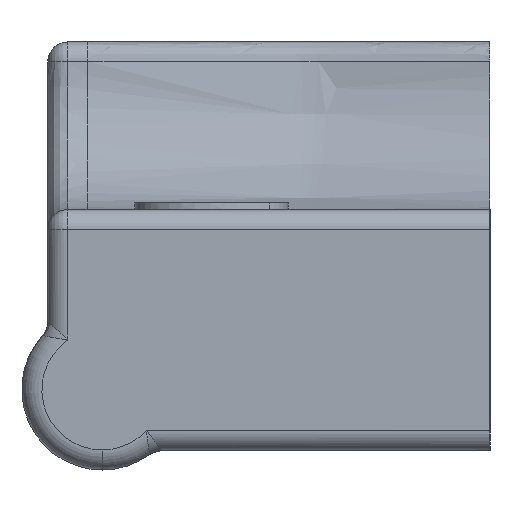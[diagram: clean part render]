
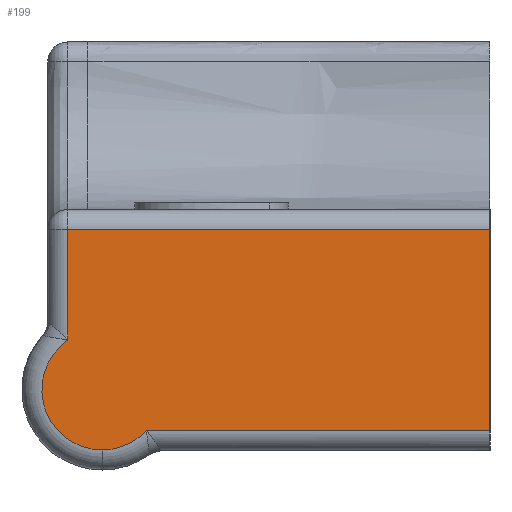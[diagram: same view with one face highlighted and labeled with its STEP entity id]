
A CAD part, left-side view. The second image highlights one B-rep face of the part: STEP entity #199.
In plain terms, the highlighted planar face has unit normal (-1, 0, 0).
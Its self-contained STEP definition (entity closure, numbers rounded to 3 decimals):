
#199=ADVANCED_FACE('',(#415),#416,.T.);
#415=FACE_OUTER_BOUND('',#1534,.T.);
#416=PLANE('',#1535);
#1534=EDGE_LOOP('',(#2584,#2585,#2586,#2587,#2588,#2589));
#1535=AXIS2_PLACEMENT_3D('',#2590,#2591,#2592);
#2584=ORIENTED_EDGE('',*,*,#3017,.T.);
#2585=ORIENTED_EDGE('',*,*,#3066,.T.);
#2586=ORIENTED_EDGE('',*,*,#3067,.T.);
#2587=ORIENTED_EDGE('',*,*,#2920,.T.);
#2588=ORIENTED_EDGE('',*,*,#3047,.T.);
#2589=ORIENTED_EDGE('',*,*,#3043,.T.);
#2590=CARTESIAN_POINT('',(-103.5,0.,-9.5));
#2591=DIRECTION('',(-1.0,0.,0.));
#2592=DIRECTION('',(0.,0.,-1.0));
#2920=EDGE_CURVE('',#3239,#3237,#3240,.T.);
#3017=EDGE_CURVE('',#3409,#3407,#3410,.T.);
#3043=EDGE_CURVE('',#3445,#3409,#3446,.F.);
#3047=EDGE_CURVE('',#3237,#3445,#3451,.T.);
#3066=EDGE_CURVE('',#3407,#3385,#3473,.T.);
#3067=EDGE_CURVE('',#3385,#3239,#3474,.F.);
#3237=VERTEX_POINT('',#3799);
#3239=VERTEX_POINT('',#3801);
#3240=CIRCLE('',#3802,4.5);
#3385=VERTEX_POINT('',#4461);
#3407=VERTEX_POINT('',#4599);
#3409=VERTEX_POINT('',#4601);
#3410=LINE('',#4602,#4603);
#3445=VERTEX_POINT('',#4750);
#3446=LINE('',#4751,#4752);
#3451=CIRCLE('',#4780,4.5);
#3473=LINE('',#4853,#4854);
#3474=LINE('',#4855,#4856);
#3799=CARTESIAN_POINT('',(-103.5,28.939,-9.439));
#3801=CARTESIAN_POINT('',(-103.5,31.5,-1.239));
#3802=AXIS2_PLACEMENT_3D('',#5191,#5192,#5193);
#4461=CARTESIAN_POINT('',(-103.5,31.5,7.0));
#4599=CARTESIAN_POINT('',(-103.5,0.,7.0));
#4601=CARTESIAN_POINT('',(-103.5,0.,-8.0));
#4602=CARTESIAN_POINT('',(-103.5,0.,-9.5));
#4603=VECTOR('',#5257,1000.0);
#4750=CARTESIAN_POINT('',(-103.5,25.64,-8.0));
#4751=CARTESIAN_POINT('',(-103.5,0.,-8.0));
#4752=VECTOR('',#5288,1000.0);
#4780=AXIS2_PLACEMENT_3D('',#5290,#5291,#5292);
#4853=CARTESIAN_POINT('',(-103.5,0.,7.0));
#4854=VECTOR('',#5321,1000.0);
#4855=CARTESIAN_POINT('',(-103.5,31.5,-0.522));
#4856=VECTOR('',#5322,1000.0);
#5191=CARTESIAN_POINT('',(-103.5,28.939,-4.939));
#5192=DIRECTION('',(-1.0,0.,0.));
#5193=DIRECTION('',(0.,0.,1.0));
#5257=DIRECTION('',(0.,0.,1.0));
#5288=DIRECTION('',(0.0,1.0,0.));
#5290=CARTESIAN_POINT('',(-103.5,28.939,-4.939));
#5291=DIRECTION('',(-1.0,0.,0.));
#5292=DIRECTION('',(0.,0.,1.0));
#5321=DIRECTION('',(0.0,1.0,0.));
#5322=DIRECTION('',(0.,0.,1.0));
